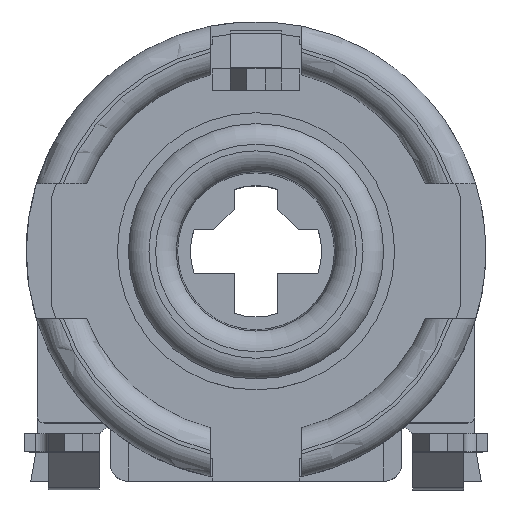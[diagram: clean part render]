
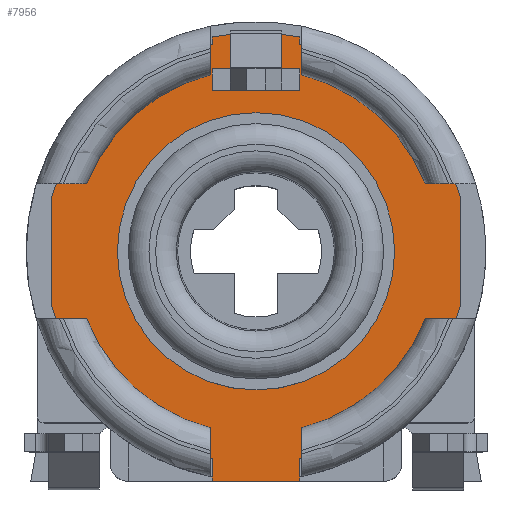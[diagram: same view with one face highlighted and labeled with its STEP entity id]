
A CAD part, top view. The second image highlights one B-rep face of the part: STEP entity #7956.
In plain terms, the highlighted planar face has unit normal (0, 0, 1).
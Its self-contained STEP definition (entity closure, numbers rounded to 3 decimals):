
#147=FACE_BOUND('',#1335,.T.);
#432=PLANE('',#8593);
#844=FACE_OUTER_BOUND('',#1334,.T.);
#1334=EDGE_LOOP('',(#6684,#6685,#6686,#6687,#6688,#6689,#6690,#6691,#6692,
#6693,#6694,#6695));
#1335=EDGE_LOOP('',(#6696));
#1692=CIRCLE('',#8594,2.9);
#1693=CIRCLE('',#8595,2.9);
#1694=CIRCLE('',#8596,3.);
#1695=CIRCLE('',#8597,2.9);
#1696=CIRCLE('',#8598,2.9);
#1697=CIRCLE('',#8599,1.9);
#2251=LINE('',#15011,#3043);
#2252=LINE('',#15013,#3044);
#2253=LINE('',#15017,#3045);
#2254=LINE('',#15021,#3046);
#2255=LINE('',#15025,#3047);
#2256=LINE('',#15029,#3048);
#2257=LINE('',#15032,#3049);
#3043=VECTOR('',#10115,10.);
#3044=VECTOR('',#10116,1000.);
#3045=VECTOR('',#10119,1000.);
#3046=VECTOR('',#10122,1000.);
#3047=VECTOR('',#10125,1000.);
#3048=VECTOR('',#10128,1000.);
#3049=VECTOR('',#10131,1000.);
#3836=VERTEX_POINT('',#15009);
#3837=VERTEX_POINT('',#15010);
#3838=VERTEX_POINT('',#15012);
#3839=VERTEX_POINT('',#15014);
#3840=VERTEX_POINT('',#15016);
#3841=VERTEX_POINT('',#15018);
#3842=VERTEX_POINT('',#15020);
#3843=VERTEX_POINT('',#15022);
#3844=VERTEX_POINT('',#15024);
#3845=VERTEX_POINT('',#15026);
#3846=VERTEX_POINT('',#15028);
#3847=VERTEX_POINT('',#15030);
#3848=VERTEX_POINT('',#15033);
#4819=EDGE_CURVE('',#3836,#3837,#2251,.T.);
#4820=EDGE_CURVE('',#3836,#3838,#2252,.T.);
#4821=EDGE_CURVE('',#3838,#3839,#1692,.T.);
#4822=EDGE_CURVE('',#3839,#3840,#2253,.T.);
#4823=EDGE_CURVE('',#3840,#3841,#1693,.T.);
#4824=EDGE_CURVE('',#3841,#3842,#2254,.T.);
#4825=EDGE_CURVE('',#3842,#3843,#1694,.T.);
#4826=EDGE_CURVE('',#3843,#3844,#2255,.T.);
#4827=EDGE_CURVE('',#3844,#3845,#1695,.T.);
#4828=EDGE_CURVE('',#3845,#3846,#2256,.T.);
#4829=EDGE_CURVE('',#3846,#3847,#1696,.T.);
#4830=EDGE_CURVE('',#3847,#3837,#2257,.T.);
#4831=EDGE_CURVE('',#3848,#3848,#1697,.T.);
#6684=ORIENTED_EDGE('',*,*,#4819,.F.);
#6685=ORIENTED_EDGE('',*,*,#4820,.T.);
#6686=ORIENTED_EDGE('',*,*,#4821,.T.);
#6687=ORIENTED_EDGE('',*,*,#4822,.T.);
#6688=ORIENTED_EDGE('',*,*,#4823,.T.);
#6689=ORIENTED_EDGE('',*,*,#4824,.T.);
#6690=ORIENTED_EDGE('',*,*,#4825,.T.);
#6691=ORIENTED_EDGE('',*,*,#4826,.T.);
#6692=ORIENTED_EDGE('',*,*,#4827,.T.);
#6693=ORIENTED_EDGE('',*,*,#4828,.T.);
#6694=ORIENTED_EDGE('',*,*,#4829,.T.);
#6695=ORIENTED_EDGE('',*,*,#4830,.T.);
#6696=ORIENTED_EDGE('',*,*,#4831,.F.);
#7956=ADVANCED_FACE('',(#844,#147),#432,.T.);
#8593=AXIS2_PLACEMENT_3D('',#15008,#10113,#10114);
#8594=AXIS2_PLACEMENT_3D('',#15015,#10117,#10118);
#8595=AXIS2_PLACEMENT_3D('',#15019,#10120,#10121);
#8596=AXIS2_PLACEMENT_3D('',#15023,#10123,#10124);
#8597=AXIS2_PLACEMENT_3D('',#15027,#10126,#10127);
#8598=AXIS2_PLACEMENT_3D('',#15031,#10129,#10130);
#8599=AXIS2_PLACEMENT_3D('',#15034,#10132,#10133);
#10113=DIRECTION('center_axis',(0.,0.,1.));
#10114=DIRECTION('ref_axis',(1.,0.,0.));
#10115=DIRECTION('',(-1.,0.,0.));
#10116=DIRECTION('',(0.,1.,0.));
#10117=DIRECTION('center_axis',(0.,0.,1.));
#10118=DIRECTION('ref_axis',(1.,0.,0.));
#10119=DIRECTION('',(0.,1.,0.));
#10120=DIRECTION('center_axis',(0.,0.,1.));
#10121=DIRECTION('ref_axis',(1.,0.,0.));
#10122=DIRECTION('',(0.,1.,0.));
#10123=DIRECTION('center_axis',(0.,0.,1.));
#10124=DIRECTION('ref_axis',(1.,0.,0.));
#10125=DIRECTION('',(0.,-1.,0.));
#10126=DIRECTION('center_axis',(0.,0.,1.));
#10127=DIRECTION('ref_axis',(1.,0.,0.));
#10128=DIRECTION('',(0.,-1.,0.));
#10129=DIRECTION('center_axis',(0.,0.,1.));
#10130=DIRECTION('ref_axis',(1.,0.,0.));
#10131=DIRECTION('',(0.,-1.,0.));
#10132=DIRECTION('center_axis',(0.,0.,1.));
#10133=DIRECTION('ref_axis',(1.,0.,0.));
#15008=CARTESIAN_POINT('Origin',(0.,0.,0.3));
#15009=CARTESIAN_POINT('',(0.6,-3.15,0.3));
#15010=CARTESIAN_POINT('',(-0.6,-3.15,0.3));
#15011=CARTESIAN_POINT('',(0.,-3.15,0.3));
#15012=CARTESIAN_POINT('',(0.6,-2.837,0.3));
#15013=CARTESIAN_POINT('',(0.6,-2.837,0.3));
#15014=CARTESIAN_POINT('',(2.8,-0.755,0.3));
#15015=CARTESIAN_POINT('Origin',(0.,0.,0.3));
#15016=CARTESIAN_POINT('',(2.8,0.755,0.3));
#15017=CARTESIAN_POINT('',(2.8,0.755,0.3));
#15018=CARTESIAN_POINT('',(0.6,2.837,0.3));
#15019=CARTESIAN_POINT('Origin',(0.,0.,0.3));
#15020=CARTESIAN_POINT('',(0.6,2.939,0.3));
#15021=CARTESIAN_POINT('',(0.6,2.939,0.3));
#15022=CARTESIAN_POINT('',(-0.6,2.939,0.3));
#15023=CARTESIAN_POINT('Origin',(0.,0.,0.3));
#15024=CARTESIAN_POINT('',(-0.6,2.837,0.3));
#15025=CARTESIAN_POINT('',(-0.6,2.939,0.3));
#15026=CARTESIAN_POINT('',(-2.8,0.755,0.3));
#15027=CARTESIAN_POINT('Origin',(0.,0.,0.3));
#15028=CARTESIAN_POINT('',(-2.8,-0.755,0.3));
#15029=CARTESIAN_POINT('',(-2.8,0.755,0.3));
#15030=CARTESIAN_POINT('',(-0.6,-2.837,0.3));
#15031=CARTESIAN_POINT('Origin',(0.,0.,0.3));
#15032=CARTESIAN_POINT('',(-0.6,-2.837,0.3));
#15033=CARTESIAN_POINT('',(1.9,0.,0.3));
#15034=CARTESIAN_POINT('Origin',(0.,0.,0.3));
